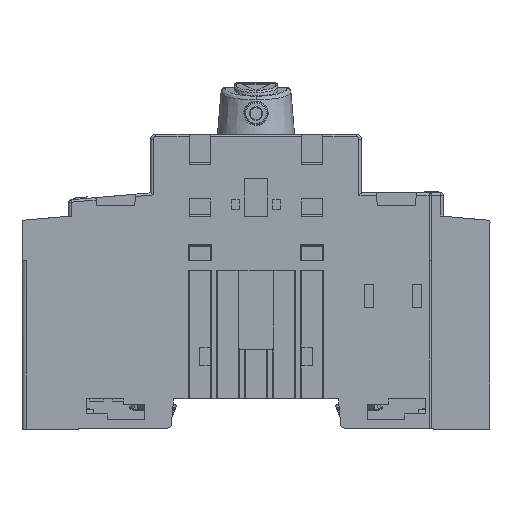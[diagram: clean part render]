
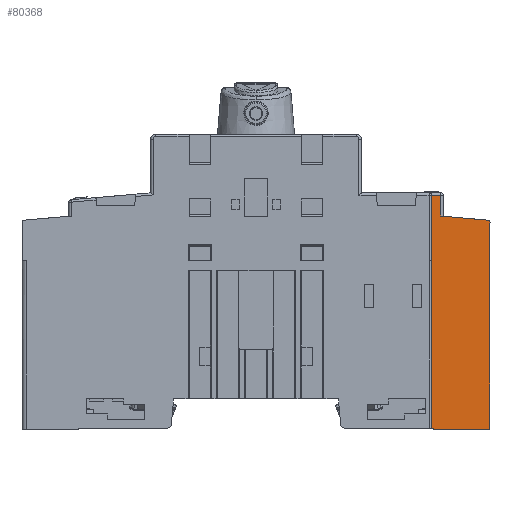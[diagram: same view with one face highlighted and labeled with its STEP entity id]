
A CAD part, left-side view. The second image highlights one B-rep face of the part: STEP entity #80368.
In plain terms, the highlighted planar face has unit normal (-1, 0, 0).
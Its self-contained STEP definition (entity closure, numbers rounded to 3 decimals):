
#4268 = CARTESIAN_POINT ( 'NONE',  ( -32.899, -37.497, 43.495 ) ) ;
#5477 = AXIS2_PLACEMENT_3D ( 'NONE', #71881, #12625, #89701 ) ;
#9094 = VERTEX_POINT ( 'NONE', #118887 ) ;
#10631 = ORIENTED_EDGE ( 'NONE', *, *, #37757, .F. ) ;
#11802 = CARTESIAN_POINT ( 'NONE',  ( -32.899, -49.541, 38.16 ) ) ;
#12046 = CARTESIAN_POINT ( 'NONE',  ( -32.899, -49.997, 37.786 ) ) ;
#12625 = DIRECTION ( 'NONE',  ( 1., 0., 0. ) ) ;
#13289 = CARTESIAN_POINT ( 'NONE',  ( -32.899, -37.997, -6.3 ) ) ;
#13884 = EDGE_LOOP ( 'NONE', ( #83199, #32397, #21335, #125642, #57189, #46512, #10631, #63261, #115001 ) ) ;
#14615 = CARTESIAN_POINT ( 'NONE',  ( -32.899, -37.997, -6.5 ) ) ;
#17435 = CARTESIAN_POINT ( 'NONE',  ( -32.899, -37.497, 43.495 ) ) ;
#19473 = VERTEX_POINT ( 'NONE', #13289 ) ;
#19809 = CARTESIAN_POINT ( 'NONE',  ( -32.899, -37.497, 43.495 ) ) ;
#21006 = CARTESIAN_POINT ( 'NONE',  ( -32.899, -49.997, 37.662 ) ) ;
#21256 = CARTESIAN_POINT ( 'NONE',  ( -32.899, -49.949, 37.908 ) ) ;
#21335 = ORIENTED_EDGE ( 'NONE', *, *, #51026, .T. ) ;
#24741 = B_SPLINE_CURVE_WITH_KNOTS ( 'NONE', 3,
 ( #19809, #98801, #48733, #109315 ),
 .UNSPECIFIED., .F., .F.,
 ( 4, 4 ),
 ( 0., 1. ),
 .UNSPECIFIED. ) ;
#29369 = B_SPLINE_CURVE_WITH_KNOTS ( 'NONE', 3,
 ( #119255, #60593, #40164, #71130 ),
 .UNSPECIFIED., .F., .F.,
 ( 4, 4 ),
 ( 0., 1. ),
 .UNSPECIFIED. ) ;
#30169 = CARTESIAN_POINT ( 'NONE',  ( -32.899, -49.997, -6.5 ) ) ;
#32397 = ORIENTED_EDGE ( 'NONE', *, *, #52773, .F. ) ;
#33823 = CARTESIAN_POINT ( 'NONE',  ( -32.899, -37.83, -6.3 ) ) ;
#34068 = VERTEX_POINT ( 'NONE', #128682 ) ;
#34777 = CARTESIAN_POINT ( 'NONE',  ( -32.899, -49.541, 38.16 ) ) ;
#37677 = EDGE_CURVE ( 'NONE', #102240, #53975, #24741, .T. ) ;
#37757 = EDGE_CURVE ( 'NONE', #53975, #56604, #29369, .T. ) ;
#37777 = CARTESIAN_POINT ( 'NONE',  ( -32.899, -37.497, 26.897 ) ) ;
#40164 = CARTESIAN_POINT ( 'NONE',  ( -32.899, -39.497, 40.524 ) ) ;
#40891 = FACE_OUTER_BOUND ( 'NONE', #13884, .T. ) ;
#41591 = CARTESIAN_POINT ( 'NONE',  ( -32.899, -49.997, 37.662 ) ) ;
#45792 = CARTESIAN_POINT ( 'NONE',  ( -32.899, -37.997, -6.5 ) ) ;
#46512 = ORIENTED_EDGE ( 'NONE', *, *, #83643, .T. ) ;
#48329 = CARTESIAN_POINT ( 'NONE',  ( -32.899, -41.997, -6.5 ) ) ;
#48733 = CARTESIAN_POINT ( 'NONE',  ( -32.899, -38.83, 43.495 ) ) ;
#50780 = CARTESIAN_POINT ( 'NONE',  ( -32.899, -39.497, 39.039 ) ) ;
#50862 = CARTESIAN_POINT ( 'NONE',  ( -32.899, -49.782, 38.091 ) ) ;
#51026 = EDGE_CURVE ( 'NONE', #111245, #34068, #109990, .T. ) ;
#51896 = CARTESIAN_POINT ( 'NONE',  ( -32.899, -46.193, 38.453 ) ) ;
#52773 = EDGE_CURVE ( 'NONE', #111245, #19473, #89289, .T. ) ;
#53975 = VERTEX_POINT ( 'NONE', #71469 ) ;
#55572 = CARTESIAN_POINT ( 'NONE',  ( -32.899, -37.664, -6.3 ) ) ;
#55727 = CARTESIAN_POINT ( 'NONE',  ( -32.899, -37.997, -6.367 ) ) ;
#55815 = CARTESIAN_POINT ( 'NONE',  ( -32.899, -39.497, 39.039 ) ) ;
#56604 = VERTEX_POINT ( 'NONE', #50780 ) ;
#57189 = ORIENTED_EDGE ( 'NONE', *, *, #104256, .T. ) ;
#60593 = CARTESIAN_POINT ( 'NONE',  ( -32.899, -39.497, 42.009 ) ) ;
#62771 = EDGE_CURVE ( 'NONE', #123179, #102240, #75780, .T. ) ;
#63261 = ORIENTED_EDGE ( 'NONE', *, *, #37677, .F. ) ;
#69777 = CARTESIAN_POINT ( 'NONE',  ( -32.899, -49.997, 8.221 ) ) ;
#71037 = CARTESIAN_POINT ( 'NONE',  ( -32.899, -49.997, 22.941 ) ) ;
#71130 = CARTESIAN_POINT ( 'NONE',  ( -32.899, -39.497, 39.039 ) ) ;
#71469 = CARTESIAN_POINT ( 'NONE',  ( -32.899, -39.497, 43.495 ) ) ;
#71881 = CARTESIAN_POINT ( 'NONE',  ( -32.899, -43.747, 11.5 ) ) ;
#73983 = B_SPLINE_CURVE_WITH_KNOTS ( 'NONE', 3,
 ( #124091, #55572, #33823, #89747 ),
 .UNSPECIFIED., .F., .F.,
 ( 4, 4 ),
 ( 0., 1. ),
 .UNSPECIFIED. ) ;
#75780 = B_SPLINE_CURVE_WITH_KNOTS ( 'NONE', 3,
 ( #130042, #99016, #37777, #17435 ),
 .UNSPECIFIED., .F., .F.,
 ( 4, 4 ),
 ( 0., 1. ),
 .UNSPECIFIED. ) ;
#76751 = CARTESIAN_POINT ( 'NONE',  ( -32.899, -49.997, -6.5 ) ) ;
#80368 = ADVANCED_FACE ( 'NONE', ( #40891 ), #102753, .F. ) ;
#81577 = B_SPLINE_CURVE_WITH_KNOTS ( 'NONE', 3,
 ( #11802, #51896, #92074, #55815 ),
 .UNSPECIFIED., .F., .F.,
 ( 4, 4 ),
 ( 0., 1. ),
 .UNSPECIFIED. ) ;
#81799 = CARTESIAN_POINT ( 'NONE',  ( -32.899, -49.541, 38.16 ) ) ;
#83199 = ORIENTED_EDGE ( 'NONE', *, *, #89568, .T. ) ;
#83423 = CARTESIAN_POINT ( 'NONE',  ( -32.899, -37.997, -6.3 ) ) ;
#83643 = EDGE_CURVE ( 'NONE', #122276, #56604, #81577, .T. ) ;
#85697 = B_SPLINE_CURVE_WITH_KNOTS ( 'NONE', 3,
 ( #30169, #69777, #71037, #21006 ),
 .UNSPECIFIED., .F., .F.,
 ( 4, 4 ),
 ( 0., 1. ),
 .UNSPECIFIED. ) ;
#86662 = CARTESIAN_POINT ( 'NONE',  ( -32.899, -37.997, -6.5 ) ) ;
#89289 = B_SPLINE_CURVE_WITH_KNOTS ( 'NONE', 3,
 ( #45792, #103786, #55727, #83423 ),
 .UNSPECIFIED., .F., .F.,
 ( 4, 4 ),
 ( 0., 1. ),
 .UNSPECIFIED. ) ;
#89568 = EDGE_CURVE ( 'NONE', #123179, #19473, #73983, .T. ) ;
#89701 = DIRECTION ( 'NONE',  ( 0., -0.889, -0.458 ) ) ;
#89747 = CARTESIAN_POINT ( 'NONE',  ( -32.899, -37.997, -6.3 ) ) ;
#92074 = CARTESIAN_POINT ( 'NONE',  ( -32.899, -42.845, 38.746 ) ) ;
#98662 = CARTESIAN_POINT ( 'NONE',  ( -32.899, -37.497, -6.3 ) ) ;
#98801 = CARTESIAN_POINT ( 'NONE',  ( -32.899, -38.164, 43.495 ) ) ;
#99016 = CARTESIAN_POINT ( 'NONE',  ( -32.899, -37.497, 10.298 ) ) ;
#99704 = B_SPLINE_CURVE_WITH_KNOTS ( 'NONE', 3,
 ( #41591, #12046, #21256, #50862, #103492, #81799 ),
 .UNSPECIFIED., .F., .F.,
 ( 4, 2, 4 ),
 ( 0., 0.5, 1. ),
 .UNSPECIFIED. ) ;
#102240 = VERTEX_POINT ( 'NONE', #4268 ) ;
#102753 = PLANE ( 'NONE',  #5477 ) ;
#103492 = CARTESIAN_POINT ( 'NONE',  ( -32.899, -49.665, 38.149 ) ) ;
#103786 = CARTESIAN_POINT ( 'NONE',  ( -32.899, -37.997, -6.433 ) ) ;
#104256 = EDGE_CURVE ( 'NONE', #9094, #122276, #99704, .T. ) ;
#108925 = CARTESIAN_POINT ( 'NONE',  ( -32.899, -45.997, -6.5 ) ) ;
#109315 = CARTESIAN_POINT ( 'NONE',  ( -32.899, -39.497, 43.495 ) ) ;
#109990 = B_SPLINE_CURVE_WITH_KNOTS ( 'NONE', 3,
 ( #86662, #48329, #108925, #76751 ),
 .UNSPECIFIED., .F., .F.,
 ( 4, 4 ),
 ( 0., 1. ),
 .UNSPECIFIED. ) ;
#111245 = VERTEX_POINT ( 'NONE', #14615 ) ;
#112206 = EDGE_CURVE ( 'NONE', #34068, #9094, #85697, .T. ) ;
#115001 = ORIENTED_EDGE ( 'NONE', *, *, #62771, .F. ) ;
#118887 = CARTESIAN_POINT ( 'NONE',  ( -32.899, -49.997, 37.662 ) ) ;
#119255 = CARTESIAN_POINT ( 'NONE',  ( -32.899, -39.497, 43.495 ) ) ;
#122276 = VERTEX_POINT ( 'NONE', #34777 ) ;
#123179 = VERTEX_POINT ( 'NONE', #98662 ) ;
#124091 = CARTESIAN_POINT ( 'NONE',  ( -32.899, -37.497, -6.3 ) ) ;
#125642 = ORIENTED_EDGE ( 'NONE', *, *, #112206, .T. ) ;
#128682 = CARTESIAN_POINT ( 'NONE',  ( -32.899, -49.997, -6.5 ) ) ;
#130042 = CARTESIAN_POINT ( 'NONE',  ( -32.899, -37.497, -6.3 ) ) ;
